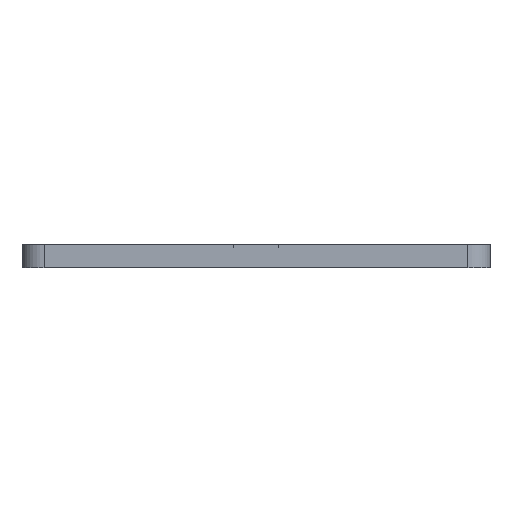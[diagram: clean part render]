
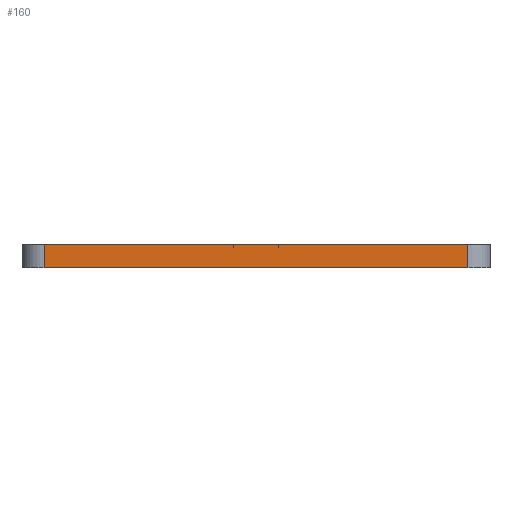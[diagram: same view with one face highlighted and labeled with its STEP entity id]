
A CAD part, front view. The second image highlights one B-rep face of the part: STEP entity #160.
In plain terms, the highlighted planar face has unit normal (0, -1, 0).
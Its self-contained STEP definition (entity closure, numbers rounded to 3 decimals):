
#160=ADVANCED_FACE('',(#422),#3826,.T.);
#422=FACE_OUTER_BOUND('',#670,.T.);
#670=EDGE_LOOP('',(#1472,#1473,#1474,#1475));
#1472=ORIENTED_EDGE('',*,*,#2327,.F.);
#1473=ORIENTED_EDGE('',*,*,#2328,.F.);
#1474=ORIENTED_EDGE('',*,*,#2329,.F.);
#1475=ORIENTED_EDGE('',*,*,#1942,.F.);
#1942=EDGE_CURVE('',#3288,#3289,#2878,.T.);
#2327=EDGE_CURVE('',#3550,#3288,#3155,.T.);
#2328=EDGE_CURVE('',#3551,#3550,#3156,.T.);
#2329=EDGE_CURVE('',#3289,#3551,#3157,.T.);
#2878=B_SPLINE_CURVE_WITH_KNOTS('',1,(#6390,#6391),.UNSPECIFIED.,.F.,.F.,
(2,2),(0.,76.),.UNSPECIFIED.);
#3155=B_SPLINE_CURVE_WITH_KNOTS('',1,(#7268,#7269),.UNSPECIFIED.,.F.,.F.,
(2,2),(-4.15,0.),.UNSPECIFIED.);
#3156=B_SPLINE_CURVE_WITH_KNOTS('',1,(#7270,#7271),.UNSPECIFIED.,.F.,.F.,
(2,2),(-76.,0.),.UNSPECIFIED.);
#3157=B_SPLINE_CURVE_WITH_KNOTS('',1,(#7272,#7273),.UNSPECIFIED.,.F.,.F.,
(2,2),(-4.15,0.),.UNSPECIFIED.);
#3288=VERTEX_POINT('',#6038);
#3289=VERTEX_POINT('',#6039);
#3550=VERTEX_POINT('',#6300);
#3551=VERTEX_POINT('',#6301);
#3826=PLANE('',#4068);
#4068=AXIS2_PLACEMENT_3D('',#5606,#4425,$);
#4425=DIRECTION('',(0.,-1.,0.));
#5606=CARTESIAN_POINT('',(66.6,-21.,-0.415));
#6038=CARTESIAN_POINT('',(59.,-21.,0.));
#6039=CARTESIAN_POINT('',(-17.,-21.,0.));
#6300=CARTESIAN_POINT('',(59.,-21.,4.15));
#6301=CARTESIAN_POINT('',(-17.,-21.,4.15));
#6390=CARTESIAN_POINT('',(59.,-21.,0.));
#6391=CARTESIAN_POINT('',(-17.,-21.,0.));
#7268=CARTESIAN_POINT('',(59.,-21.,4.15));
#7269=CARTESIAN_POINT('',(59.,-21.,0.));
#7270=CARTESIAN_POINT('',(-17.,-21.,4.15));
#7271=CARTESIAN_POINT('',(59.,-21.,4.15));
#7272=CARTESIAN_POINT('',(-17.,-21.,0.));
#7273=CARTESIAN_POINT('',(-17.,-21.,4.15));
